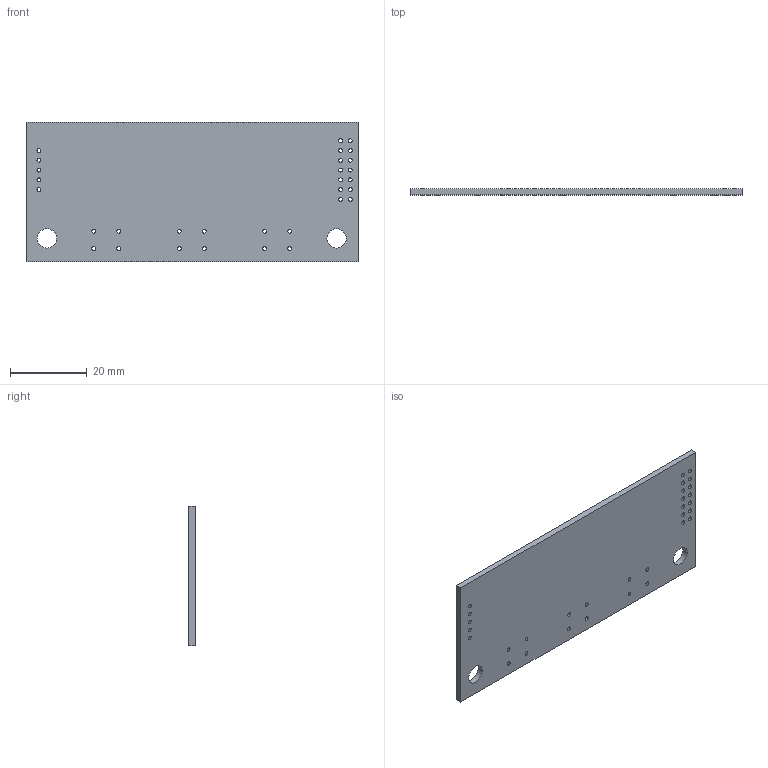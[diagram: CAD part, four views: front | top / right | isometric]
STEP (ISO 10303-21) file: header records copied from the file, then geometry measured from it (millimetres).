
FILE_DESCRIPTION(/* description */ (''),/* implementation_level */ '2;1');
FILE_NAME(/* name */ 'Driver Board.ipt.step',/* time_stamp */ '2020-04-16T23:11:31-04:00',/* author */ ('Hannah'),/* organization */ (''),/* preprocessor_version */ 'ST-DEVELOPER v17',/* originating_system */ 'Autodesk Inventor 2019',/* authorisation */ '');
FILE_SCHEMA (('AUTOMOTIVE_DESIGN { 1 0 10303 214 3 1 1 }'));
Length unit declared in the file: inch
Products named in the file (1): Driver Board
Bounding box: 86.36 x 1.57 x 36.32 mm (x, y, z)
Volume: 4839.4 mm3; surface area: 6734.9 mm2
Topology: 1 solids, 1 shells, 39 faces, 177 edges, 140 vertices
Faces by surface type: cylinder 33, plane 6
Full cylindrical faces by diameter (mm): 0.991 x12, 1.001 x19, 5.016 x1, 5.017 x1
Entity records: 2144 total; most frequent: DIRECTION 389, CARTESIAN_POINT 357, ORIENTED_EDGE 354, EDGE_CURVE 177, AXIS2_PLACEMENT_3D 172, VERTEX_POINT 140, CIRCLE 132, EDGE_LOOP 105
